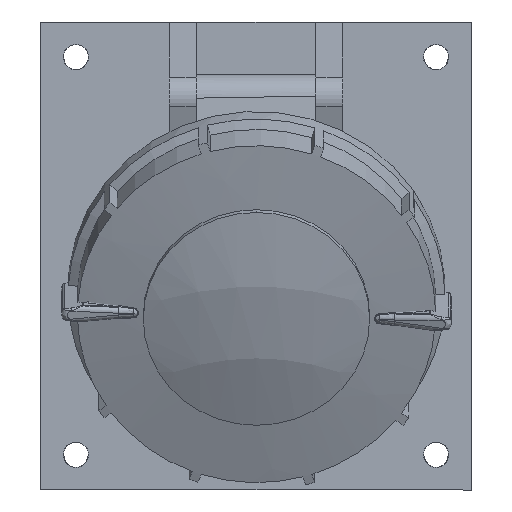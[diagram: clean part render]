
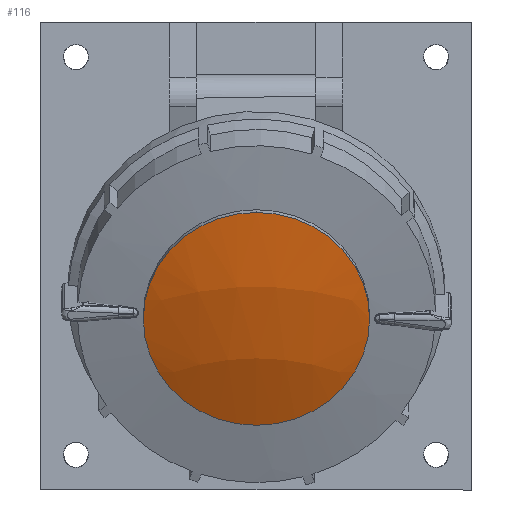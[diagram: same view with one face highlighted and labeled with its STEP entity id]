
A CAD part, top view. The second image highlights one B-rep face of the part: STEP entity #116.
In plain terms, the highlighted spherical face has radius 111.343 mm.
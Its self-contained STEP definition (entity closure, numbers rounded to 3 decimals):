
#116 = ADVANCED_FACE ( 'NONE', ( #11098 ), #15319, .T. ) ;
#725 = EDGE_CURVE ( 'NONE', #9289, #8744, #1059, .T. ) ;
#1017 = DIRECTION ( 'NONE',  ( 0., -0.342, 0.94 ) ) ;
#1059 = CIRCLE ( 'NONE', #18873, 24.2 ) ;
#1103 = CARTESIAN_POINT ( 'NONE',  ( 0.1, -16.318, 44.816 ) ) ;
#2355 = CIRCLE ( 'NONE', #15578, 24.2 ) ;
#5097 = DIRECTION ( 'NONE',  ( 0., 0.707, -0.707 ) ) ;
#5254 = DIRECTION ( 'NONE',  ( -1., 0., 0. ) ) ;
#7167 = AXIS2_PLACEMENT_3D ( 'NONE', #16741, #5097, #16939 ) ;
#8744 = VERTEX_POINT ( 'NONE', #9974 ) ;
#9289 = VERTEX_POINT ( 'NONE', #13342 ) ;
#9974 = CARTESIAN_POINT ( 'NONE',  ( 0.1, -39.059, 36.539 ) ) ;
#11098 = FACE_OUTER_BOUND ( 'NONE', #13600, .T. ) ;
#11591 = ORIENTED_EDGE ( 'NONE', *, *, #12375, .T. ) ;
#12375 = EDGE_CURVE ( 'NONE', #8744, #9289, #2355, .T. ) ;
#13342 = CARTESIAN_POINT ( 'NONE',  ( 0.1, 6.423, 53.093 ) ) ;
#13600 = EDGE_LOOP ( 'NONE', ( #11591, #15231 ) ) ;
#15231 = ORIENTED_EDGE ( 'NONE', *, *, #725, .T. ) ;
#15319 = SPHERICAL_SURFACE ( 'NONE', #7167, 111.343 ) ;
#15460 = DIRECTION ( 'NONE',  ( 0., -0.342, 0.94 ) ) ;
#15578 = AXIS2_PLACEMENT_3D ( 'NONE', #16994, #1017, #5254 ) ;
#15649 = DIRECTION ( 'NONE',  ( -1., 0., 0. ) ) ;
#16741 = CARTESIAN_POINT ( 'NONE',  ( 0.1, 20.853, -57.311 ) ) ;
#16939 = DIRECTION ( 'NONE',  ( -1., 0., 0. ) ) ;
#16994 = CARTESIAN_POINT ( 'NONE',  ( 0.1, -16.318, 44.816 ) ) ;
#18873 = AXIS2_PLACEMENT_3D ( 'NONE', #1103, #15460, #15649 ) ;
